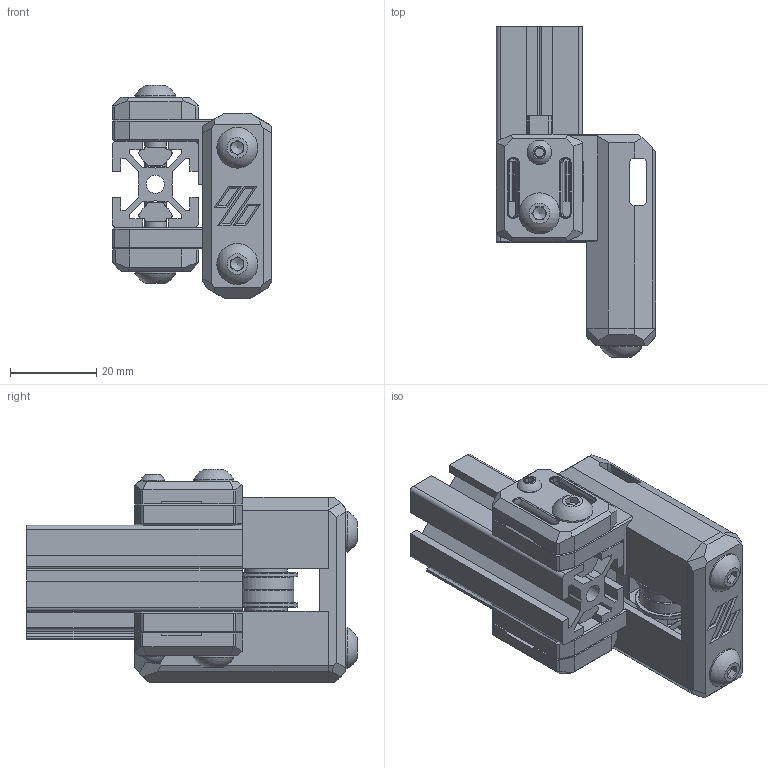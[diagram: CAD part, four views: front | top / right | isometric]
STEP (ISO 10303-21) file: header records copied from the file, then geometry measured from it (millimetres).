
FILE_DESCRIPTION(/* description */ (''),/* implementation_level */ '2;1');
FILE_NAME(/* name */ 'BFI_V2_VT_Logo.step',/* time_stamp */ '2023-08-02T21:25:13-06:00',/* author */ (''),/* organization */ (''),/* preprocessor_version */ 'ST-DEVELOPER v20',/* originating_system */ 'Autodesk Translation Framework v12.9.0.99',/* authorisation */ '');
FILE_SCHEMA (('AUTOMOTIVE_DESIGN { 1 0 10303 214 3 1 1 }'));
Length unit declared in the file: millimetre
Products named in the file (29): VoronBFI_main_CAD_BFI; BFI-V2.4:1; V2_Front_Idler:1; V2_Front_Idler_Hardware:1; M5X30 BHCS:1; M5X30 BHCS:2; Bearing_Stack_Assembly:1 (2); 3mmx18mm pin :1 (2); F695 ZZ:1 (2); M5 1mm Shim:1 (2); M5 1mm Shim:2 (2); F695 ZZ:2 (2); M5_Hexnut:2 (2); M5_Hexnut:1 (2); M3x16 BHCS:2; M3x16 BHCS:1; M5X16 BHCS:1; M5X16 BHCS:2; 2020 Drop-in T-nut, M3:2; 2020 Drop-in T-nut, M5:1; 2020 Drop-in T-nut, M5:2; 2020 Drop-in T-nut, M3:1; 2020_Extrusion:1; MGN9 :1 (2); V2_Housing:1; V2_Trident_Carrier:1; V2_Trident_Front_Cover:1; V2_Belt_Clamp:1; V2_Belt_Clamp:2
Assembly tree (28 placements, depth 6):
  VoronBFI_main_CAD_BFI
    BFI-V2.4:1
      V2_Front_Idler:1
        V2_Front_Idler_Hardware:1
          M5X30 BHCS:1
          M5X30 BHCS:2
          Bearing_Stack_Assembly:1 (2)
            3mmx18mm pin :1 (2)
            F695 ZZ:1 (2)
            M5 1mm Shim:1 (2)
            M5 1mm Shim:2 (2)
            F695 ZZ:2 (2)
          M5_Hexnut:2 (2)
          M5_Hexnut:1 (2)
          M3x16 BHCS:2
          M3x16 BHCS:1
          M5X16 BHCS:1
          M5X16 BHCS:2
          2020 Drop-in T-nut, M3:2
          2020 Drop-in T-nut, M5:1
          2020 Drop-in T-nut, M5:2
          2020 Drop-in T-nut, M3:1
        2020_Extrusion:1
          MGN9 :1 (2)
        V2_Housing:1
        V2_Trident_Carrier:1
        V2_Trident_Front_Cover:1
        V2_Belt_Clamp:1
        V2_Belt_Clamp:2
Bounding box: 37.03 x 76.75 x 49.45 mm (x, y, z)
Volume: 42839.2 mm3; surface area: 35361.6 mm2
Topology: 25 solids, 25 shells, 1137 faces, 2952 edges, 1883 vertices
Faces by surface type: plane 722, cylinder 231, cone 90, bspline 52, torus 36, sphere 6
Full cylindrical faces by diameter (mm): 3 x2, 3.086 x2, 3.4 x4, 4.2 x3, 5 x9, 5.2 x4, 5.3 x2, 5.4 x2, 5.7 x2, 6.5 x4, 9.5 x4, 10 x2, 11.5 x4, 13 x2, 15 x2
Entity records: 39482 total; most frequent: CARTESIAN_POINT 10804, ORIENTED_EDGE 5896, DIRECTION 5669, EDGE_CURVE 2948, LINE 2047, VECTOR 2047, VERTEX_POINT 1883, AXIS2_PLACEMENT_3D 1811
